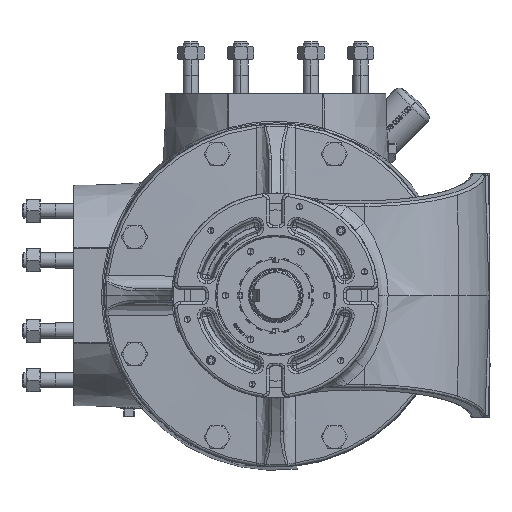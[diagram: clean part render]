
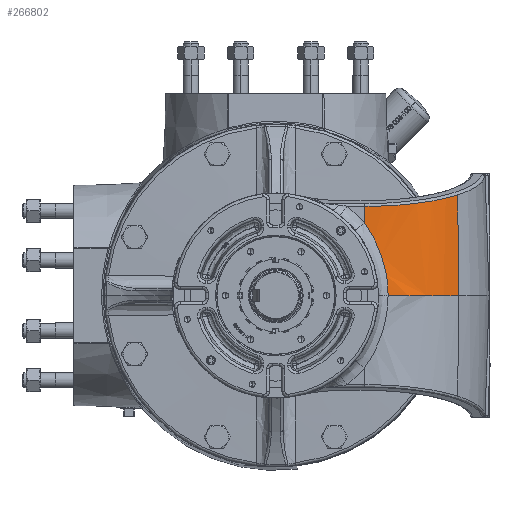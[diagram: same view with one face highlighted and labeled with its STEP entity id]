
A CAD part, left-side view. The second image highlights one B-rep face of the part: STEP entity #266802.
In plain terms, the highlighted free-form (B-spline) face has degree [1, 3] with [2, 4] control points.
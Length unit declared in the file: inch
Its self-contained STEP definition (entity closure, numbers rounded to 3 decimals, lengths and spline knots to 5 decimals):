
#3063 = CARTESIAN_POINT ( 'NONE',  ( -12.32841, -6.52481, 3.88589 ) ) ;
#3671 = CARTESIAN_POINT ( 'NONE',  ( -11.67274, -7.46265, 0. ) ) ;
#4255 = CARTESIAN_POINT ( 'NONE',  ( -13.2154, -4.27652, 3.65394 ) ) ;
#5339 = EDGE_LOOP ( 'NONE', ( #299703, #306357, #309120, #318995, #320752, #323111 ) ) ;
#15634 = CARTESIAN_POINT ( 'NONE',  ( -13.29019, -3.97178, 2.40627 ) ) ;
#16005 = LINE ( 'NONE', #330848, #162241 ) ;
#16804 = CARTESIAN_POINT ( 'NONE',  ( -13.29816, -4.58769, 0.13259 ) ) ;
#23814 = AXIS2_PLACEMENT_3D ( 'NONE', #140001, #330435, #167505 ) ;
#30638 = CARTESIAN_POINT ( 'NONE',  ( -12.57199, -6.14842, 3.8222 ) ) ;
#30945 = CARTESIAN_POINT ( 'NONE',  ( -13.25468, -3.63611, 3.64366 ) ) ;
#31810 = CARTESIAN_POINT ( 'NONE',  ( -13.24287, -4.00268, 3.64676 ) ) ;
#31935 = CARTESIAN_POINT ( 'NONE',  ( -13.25468, -3.63611, 3.64367 ) ) ;
#43292 = CARTESIAN_POINT ( 'NONE',  ( -13.28948, -4.15471, 2.05519 ) ) ;
#55053 =( BOUNDED_SURFACE ( )  B_SPLINE_SURFACE ( 1, 3, ( 
 ( #77098, #268362, #104664, #295642 ),
 ( #132294, #322910, #159895, #350297 ) ),
 .UNSPECIFIED., .F., .F., .F. ) 
 B_SPLINE_SURFACE_WITH_KNOTS ( ( 2, 2 ),
 ( 4, 4 ),
 ( 0., 1. ),
 ( 0., 1. ),
 .UNSPECIFIED. ) 
 GEOMETRIC_REPRESENTATION_ITEM ( )  RATIONAL_B_SPLINE_SURFACE ( (
 ( 1., 0.937, 0.937, 1.),
 ( 1., 0.937, 0.937, 1.) ) ) 
 REPRESENTATION_ITEM ( '' )  SURFACE ( )  );
#58346 = CARTESIAN_POINT ( 'NONE',  ( -12.70369, -5.91102, 3.78776 ) ) ;
#59530 = CARTESIAN_POINT ( 'NONE',  ( -13.25494, -3.7279, 3.6436 ) ) ;
#70987 = CARTESIAN_POINT ( 'NONE',  ( -13.28399, -4.36003, 1.49737 ) ) ;
#77098 = CARTESIAN_POINT ( 'NONE',  ( -13.3878, -3.48892, 0. ) ) ;
#77802 = EDGE_CURVE ( 'NONE', #160637, #166476, #300180, .T. ) ;
#82567 = CARTESIAN_POINT ( 'NONE',  ( -11.4715, -7.4343, 4.10996 ) ) ;
#84930 = CARTESIAN_POINT ( 'NONE',  ( -11.60765, -7.31876, 4.07436 ) ) ;
#86120 = CARTESIAN_POINT ( 'NONE',  ( -12.86144, -5.58333, 3.7465 ) ) ;
#98612 = CARTESIAN_POINT ( 'NONE',  ( -13.28293, -4.41565, 1.30666 ) ) ;
#104664 = CARTESIAN_POINT ( 'NONE',  ( -12.82625, -6.44223, 0. ) ) ;
#110040 = VERTEX_POINT ( 'NONE', #3671 ) ;
#112518 = CARTESIAN_POINT ( 'NONE',  ( -11.73957, -7.19629, 4.03987 ) ) ;
#113693 = CARTESIAN_POINT ( 'NONE',  ( -13.04665, -5.07511, 3.69807 ) ) ;
#114082 = EDGE_CURVE ( 'NONE', #110040, #159466, #16005, .T. ) ;
#116730 = VECTOR ( 'NONE', #270014, 39.37008 ) ;
#117317 = EDGE_CURVE ( 'NONE', #159466, #225815, #187356, .T. ) ;
#117691 = EDGE_CURVE ( 'NONE', #160637, #138186, #183770, .T. ) ;
#117746 = EDGE_CURVE ( 'NONE', #225815, #166476, #183348, .T. ) ;
#125068 = CARTESIAN_POINT ( 'NONE',  ( -13.2842, -3.69264, 2.85668 ) ) ;
#126240 = CARTESIAN_POINT ( 'NONE',  ( -13.28256, -4.47897, 1.05042 ) ) ;
#127427 = CARTESIAN_POINT ( 'NONE',  ( -13.25468, -3.63611, 3.64366 ) ) ;
#132294 = CARTESIAN_POINT ( 'NONE',  ( -13.23658, -3.6265, 4.13462 ) ) ;
#138186 = VERTEX_POINT ( 'NONE', #251921 ) ;
#140001 = CARTESIAN_POINT ( 'NONE',  ( -8.3, -3.65, 0. ) ) ;
#140184 = CARTESIAN_POINT ( 'NONE',  ( -11.83568, -7.1018, 4.01474 ) ) ;
#141350 = CARTESIAN_POINT ( 'NONE',  ( -13.15537, -4.6365, 3.66964 ) ) ;
#153894 = CARTESIAN_POINT ( 'NONE',  ( -13.28565, -4.54632, 0.66072 ) ) ;
#154029 = EDGE_CURVE ( 'NONE', #138186, #110040, #350992, .T. ) ;
#159466 = VERTEX_POINT ( 'NONE', #281555 ) ;
#159895 = CARTESIAN_POINT ( 'NONE',  ( -12.61518, -6.47496, 4.13462 ) ) ;
#160637 = VERTEX_POINT ( 'NONE', #252218 ) ;
#162241 = VECTOR ( 'NONE', #167897, 39.37008 ) ;
#166476 = VERTEX_POINT ( 'NONE', #30945 ) ;
#167505 = DIRECTION ( 'NONE',  ( 1., 0., 0. ) ) ;
#167701 = CARTESIAN_POINT ( 'NONE',  ( -12.10908, -6.80637, 3.94325 ) ) ;
#167897 = DIRECTION ( 'NONE',  ( 0.049, 0.007, 0.999 ) ) ;
#168871 = CARTESIAN_POINT ( 'NONE',  ( -13.20282, -4.36745, 3.65723 ) ) ;
#180178 = CARTESIAN_POINT ( 'NONE',  ( -13.28971, -3.90636, 2.5213 ) ) ;
#181365 = CARTESIAN_POINT ( 'NONE',  ( -13.29406, -4.58265, 0.26504 ) ) ;
#183348 = B_SPLINE_CURVE_WITH_KNOTS ( 'NONE', 3,
 ( #263518, #236291, #290848, #127427 ),
 .UNSPECIFIED., .F., .F.,
 ( 4, 4 ),
 ( 0., 0. ),
 .UNSPECIFIED. ) ;
#183770 = B_SPLINE_CURVE_WITH_KNOTS ( 'NONE', 3,
 ( #315724, #125068, #288505, #343067, #180178, #15634, #207765, #43292, #235122, #70987, #262356, #98612, #289682, #126240, #316883, #153894, #344248, #181365, #16804, #208962 ),
 .UNSPECIFIED., .F., .F.,
 ( 4, 2, 2, 2, 2, 2, 2, 2, 2, 4 ),
 ( 0., 0.0101, 0.01515, 0.0202, 0.0404, 0.04545, 0.0505, 0.0606, 0.07069, 0.08079 ),
 .UNSPECIFIED. ) ;
#187356 = B_SPLINE_CURVE_WITH_KNOTS ( 'NONE', 3,
 ( #82567, #221539, #84930, #276105, #112518, #303344, #140184, #330648, #167701, #3063, #195196, #30638, #222706, #58346, #249987, #86120, #277289, #113693, #304497, #141350, #331821, #168871, #4255, #196380, #31810, #223887, #59530, #251148 ),
 .UNSPECIFIED., .F., .F.,
 ( 4, 2, 2, 2, 2, 2, 2, 2, 2, 2, 2, 2, 2, 4 ),
 ( 0.08057, 0.08745, 0.0909, 0.09434, 0.10812, 0.1219, 0.12879, 0.13568, 0.14946, 0.16323, 0.17012, 0.17701, 0.1839, 0.19079 ),
 .UNSPECIFIED. ) ;
#195196 = CARTESIAN_POINT ( 'NONE',  ( -12.43049, -6.37797, 3.8592 ) ) ;
#196380 = CARTESIAN_POINT ( 'NONE',  ( -13.23542, -4.09417, 3.6487 ) ) ;
#207765 = CARTESIAN_POINT ( 'NONE',  ( -13.29021, -4.00327, 2.34821 ) ) ;
#208962 = CARTESIAN_POINT ( 'NONE',  ( -13.3033, -4.58736, 0. ) ) ;
#221539 = CARTESIAN_POINT ( 'NONE',  ( -11.54022, -7.37757, 4.09199 ) ) ;
#222499 = CARTESIAN_POINT ( 'NONE',  ( -13.20484, -3.68099, 5. ) ) ;
#222706 = CARTESIAN_POINT ( 'NONE',  ( -12.61722, -6.07035, 3.81037 ) ) ;
#223887 = CARTESIAN_POINT ( 'NONE',  ( -13.25263, -3.81957, 3.6442 ) ) ;
#225815 = VERTEX_POINT ( 'NONE', #31935 ) ;
#235122 = CARTESIAN_POINT ( 'NONE',  ( -13.28643, -4.25671, 1.81213 ) ) ;
#236291 = CARTESIAN_POINT ( 'NONE',  ( -13.25468, -3.63611, 3.64366 ) ) ;
#249987 = CARTESIAN_POINT ( 'NONE',  ( -12.74502, -5.82955, 3.77695 ) ) ;
#251148 = CARTESIAN_POINT ( 'NONE',  ( -13.25468, -3.63611, 3.64367 ) ) ;
#251921 = CARTESIAN_POINT ( 'NONE',  ( -13.3033, -4.58736, 0. ) ) ;
#252218 = CARTESIAN_POINT ( 'NONE',  ( -13.27969, -3.6136, 2.96318 ) ) ;
#262356 = CARTESIAN_POINT ( 'NONE',  ( -13.28356, -4.37946, 1.4339 ) ) ;
#263518 = CARTESIAN_POINT ( 'NONE',  ( -13.25468, -3.63611, 3.64367 ) ) ;
#266802 = ADVANCED_FACE ( 'NONE', ( #313486 ), #55053, .F. ) ;
#268362 = CARTESIAN_POINT ( 'NONE',  ( -13.43654, -5.02823, 0. ) ) ;
#270014 = DIRECTION ( 'NONE',  ( 0.037, -0.033, 0.999 ) ) ;
#276105 = CARTESIAN_POINT ( 'NONE',  ( -11.70683, -7.22732, 4.04843 ) ) ;
#277289 = CARTESIAN_POINT ( 'NONE',  ( -12.92944, -5.416, 3.72872 ) ) ;
#281555 = CARTESIAN_POINT ( 'NONE',  ( -11.4715, -7.4343, 4.10996 ) ) ;
#288505 = CARTESIAN_POINT ( 'NONE',  ( -13.28693, -3.76719, 2.74713 ) ) ;
#289682 = CARTESIAN_POINT ( 'NONE',  ( -13.28273, -4.43245, 1.24278 ) ) ;
#290848 = CARTESIAN_POINT ( 'NONE',  ( -13.25468, -3.63611, 3.64366 ) ) ;
#295642 = CARTESIAN_POINT ( 'NONE',  ( -11.67274, -7.46265, 0. ) ) ;
#299703 = ORIENTED_EDGE ( 'NONE', *, *, #154029, .T. ) ;
#300180 = LINE ( 'NONE', #222499, #116730 ) ;
#303344 = CARTESIAN_POINT ( 'NONE',  ( -11.80397, -7.13355, 4.02303 ) ) ;
#304497 = CARTESIAN_POINT ( 'NONE',  ( -13.09586, -4.90156, 3.6852 ) ) ;
#306357 = ORIENTED_EDGE ( 'NONE', *, *, #114082, .T. ) ;
#309120 = ORIENTED_EDGE ( 'NONE', *, *, #117317, .T. ) ;
#313486 = FACE_OUTER_BOUND ( 'NONE', #5339, .T. ) ;
#315724 = CARTESIAN_POINT ( 'NONE',  ( -13.27969, -3.6136, 2.96318 ) ) ;
#316883 = CARTESIAN_POINT ( 'NONE',  ( -13.28304, -4.50485, 0.92118 ) ) ;
#318995 = ORIENTED_EDGE ( 'NONE', *, *, #117746, .T. ) ;
#320752 = ORIENTED_EDGE ( 'NONE', *, *, #77802, .F. ) ;
#322910 = CARTESIAN_POINT ( 'NONE',  ( -13.24369, -5.12006, 4.13462 ) ) ;
#323111 = ORIENTED_EDGE ( 'NONE', *, *, #117691, .T. ) ;
#330435 = DIRECTION ( 'NONE',  ( 0., 0., 1. ) ) ;
#330648 = CARTESIAN_POINT ( 'NONE',  ( -11.99184, -6.94108, 3.9739 ) ) ;
#330848 = CARTESIAN_POINT ( 'NONE',  ( -11.42793, -7.42816, 5. ) ) ;
#331821 = CARTESIAN_POINT ( 'NONE',  ( -13.17281, -4.54736, 3.66508 ) ) ;
#343067 = CARTESIAN_POINT ( 'NONE',  ( -13.28924, -3.8724, 2.57833 ) ) ;
#344248 = CARTESIAN_POINT ( 'NONE',  ( -13.28779, -4.56193, 0.5295 ) ) ;
#350297 = CARTESIAN_POINT ( 'NONE',  ( -11.4703, -7.43413, 4.13462 ) ) ;
#350992 = CIRCLE ( 'NONE', #23814, 5.09035 ) ;
